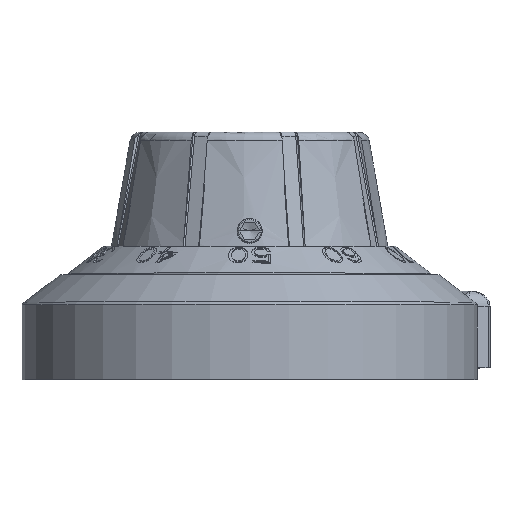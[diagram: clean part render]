
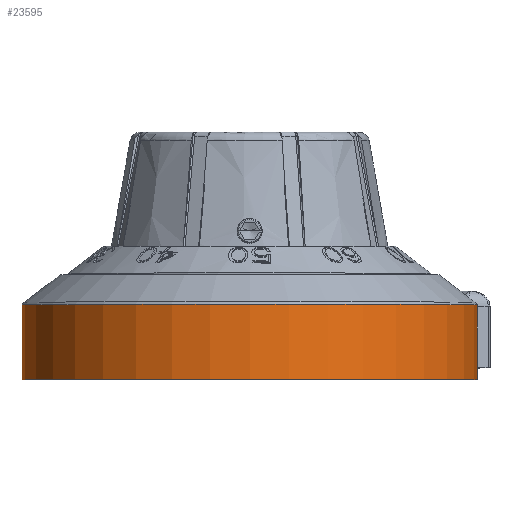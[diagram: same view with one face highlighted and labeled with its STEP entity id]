
A CAD part, top view. The second image highlights one B-rep face of the part: STEP entity #23595.
In plain terms, the highlighted cylindrical face has radius 22.987 mm (diameter 45.974 mm), a partial arc.
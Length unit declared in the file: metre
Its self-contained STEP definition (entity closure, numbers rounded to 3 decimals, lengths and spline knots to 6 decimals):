
#173=CARTESIAN_POINT('',(0.,0.000457,0.));
#174=DIRECTION('',(0.,-1.,0.));
#175=DIRECTION('',(1.,0.,0.));
#176=AXIS2_PLACEMENT_3D('',#173,#174,#175);
#1918=DIRECTION('',(0.,1.,0.));
#1919=VECTOR('',#1918,0.007557);
#1920=CARTESIAN_POINT('',(0.022987,0.000457,0.));
#1921=LINE('',#1920,#1919);
#1922=DIRECTION('',(0.,-1.,0.));
#1923=VECTOR('',#1922,0.007557);
#1924=CARTESIAN_POINT('',(-0.022987,0.008015,0.));
#1925=LINE('',#1924,#1923);
#1926=CARTESIAN_POINT('',(0.,0.008015,0.));
#1927=DIRECTION('',(0.,1.,0.));
#1928=DIRECTION('',(-1.,0.,0.));
#1929=AXIS2_PLACEMENT_3D('',#1926,#1927,#1928);
#17627=CARTESIAN_POINT('',(-0.022987,0.000457,0.));
#17629=VERTEX_POINT('',#17627);
#17631=CARTESIAN_POINT('',(0.022987,0.000457,0.));
#17632=VERTEX_POINT('',#17631);
#17673=CARTESIAN_POINT('',(0.022987,0.008015,0.));
#17674=VERTEX_POINT('',#17673);
#17675=CARTESIAN_POINT('',(-0.022987,0.008015,0.));
#17676=VERTEX_POINT('',#17675);
#23583=CARTESIAN_POINT('',(0.,-0.002578,0.));
#23584=DIRECTION('',(0.,1.,0.));
#23585=DIRECTION('',(1.,0.,0.));
#23586=AXIS2_PLACEMENT_3D('',#23583,#23584,#23585);
#23587=CYLINDRICAL_SURFACE('',#23586,0.022987);
#23588=ORIENTED_EDGE('',*,*,#21215,.F.);
#23589=ORIENTED_EDGE('',*,*,#21132,.T.);
#23590=ORIENTED_EDGE('',*,*,#21219,.F.);
#23592=ORIENTED_EDGE('',*,*,#23591,.T.);
#23593=EDGE_LOOP('',(#23588,#23589,#23590,#23592));
#23594=FACE_OUTER_BOUND('',#23593,.F.);
#23595=ADVANCED_FACE('',(#23594),#23587,.T.);
#177=CIRCLE('',#176,0.022987);
#1930=CIRCLE('',#1929,0.022987);
#21132=EDGE_CURVE('',#17632,#17629,#177,.T.);
#21215=EDGE_CURVE('',#17632,#17674,#1921,.T.);
#21219=EDGE_CURVE('',#17676,#17629,#1925,.T.);
#23591=EDGE_CURVE('',#17676,#17674,#1930,.T.);
